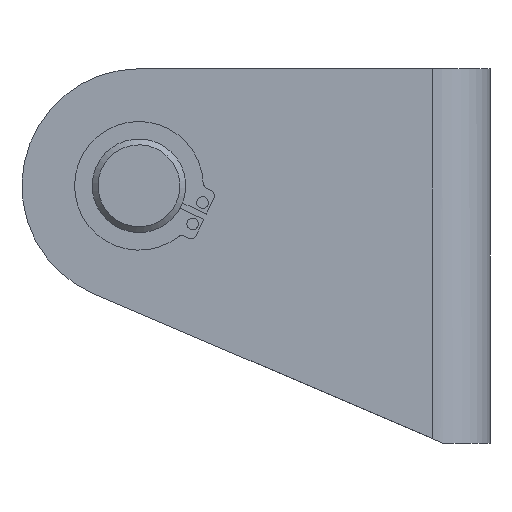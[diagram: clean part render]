
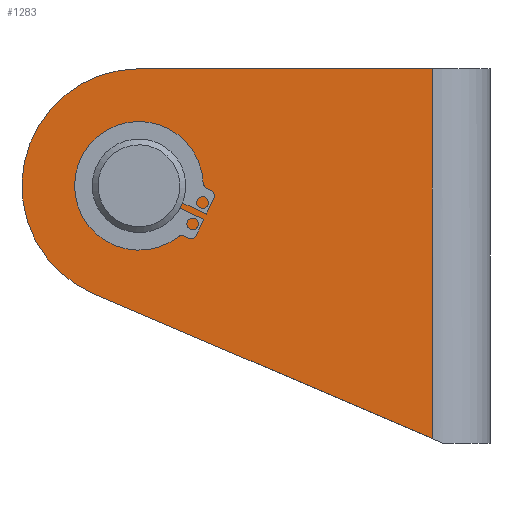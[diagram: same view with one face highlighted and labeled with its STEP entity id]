
A CAD part, left-side view. The second image highlights one B-rep face of the part: STEP entity #1283.
In plain terms, the highlighted planar face has unit normal (-1, 0, 0).
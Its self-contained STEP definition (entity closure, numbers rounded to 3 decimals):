
#27=FACE_BOUND('',#156,.T.);
#46=PLANE('',#1395);
#86=FACE_OUTER_BOUND('',#155,.T.);
#155=EDGE_LOOP('',(#866,#867,#868,#869));
#156=EDGE_LOOP('',(#870,#871));
#243=LINE('',#2016,#332);
#244=LINE('',#2018,#333);
#245=LINE('',#2019,#334);
#332=VECTOR('',#1611,1000.);
#333=VECTOR('',#1612,1000.);
#334=VECTOR('',#1613,1000.);
#413=CIRCLE('',#1374,10.);
#415=CIRCLE('',#1377,4.);
#418=CIRCLE('',#1380,4.);
#505=VERTEX_POINT('',#1959);
#506=VERTEX_POINT('',#1960);
#509=VERTEX_POINT('',#1968);
#510=VERTEX_POINT('',#1969);
#525=VERTEX_POINT('',#2015);
#526=VERTEX_POINT('',#2017);
#637=EDGE_CURVE('',#505,#506,#413,.T.);
#641=EDGE_CURVE('',#509,#510,#415,.T.);
#645=EDGE_CURVE('',#510,#509,#418,.T.);
#665=EDGE_CURVE('',#525,#505,#243,.T.);
#666=EDGE_CURVE('',#526,#525,#244,.T.);
#667=EDGE_CURVE('',#506,#526,#245,.T.);
#866=ORIENTED_EDGE('',*,*,#637,.F.);
#867=ORIENTED_EDGE('',*,*,#665,.F.);
#868=ORIENTED_EDGE('',*,*,#666,.F.);
#869=ORIENTED_EDGE('',*,*,#667,.F.);
#870=ORIENTED_EDGE('',*,*,#641,.F.);
#871=ORIENTED_EDGE('',*,*,#645,.F.);
#1283=ADVANCED_FACE('',(#86,#27),#46,.F.);
#1374=AXIS2_PLACEMENT_3D('',#1961,#1553,#1554);
#1377=AXIS2_PLACEMENT_3D('',#1970,#1561,#1562);
#1380=AXIS2_PLACEMENT_3D('',#1976,#1568,#1569);
#1395=AXIS2_PLACEMENT_3D('',#2014,#1609,#1610);
#1553=DIRECTION('center_axis',(1.,0.,0.));
#1554=DIRECTION('ref_axis',(0.,1.,0.));
#1561=DIRECTION('center_axis',(-1.,0.,0.));
#1562=DIRECTION('ref_axis',(0.,1.,0.));
#1568=DIRECTION('center_axis',(-1.,0.,0.));
#1569=DIRECTION('ref_axis',(0.,1.,0.));
#1609=DIRECTION('center_axis',(1.,0.,0.));
#1610=DIRECTION('ref_axis',(0.,1.,0.));
#1611=DIRECTION('',(0.,0.919,0.393));
#1612=DIRECTION('',(0.,0.,-1.));
#1613=DIRECTION('',(0.,-1.,0.));
#1959=CARTESIAN_POINT('',(-12.,33.933,12.806));
#1960=CARTESIAN_POINT('',(-12.,30.,32.));
#1961=CARTESIAN_POINT('Origin',(-12.,30.,22.));
#1968=CARTESIAN_POINT('',(-12.,34.,22.));
#1969=CARTESIAN_POINT('',(-12.,26.,22.));
#1970=CARTESIAN_POINT('Origin',(-12.,30.,22.));
#1976=CARTESIAN_POINT('Origin',(-12.,30.,22.));
#2014=CARTESIAN_POINT('Origin',(-12.,45.,32.));
#2015=CARTESIAN_POINT('',(-12.,4.95,0.406));
#2016=CARTESIAN_POINT('',(-12.,33.933,12.806));
#2017=CARTESIAN_POINT('',(-12.,4.95,32.));
#2018=CARTESIAN_POINT('',(-12.,4.95,32.));
#2019=CARTESIAN_POINT('',(-12.,45.,32.));
